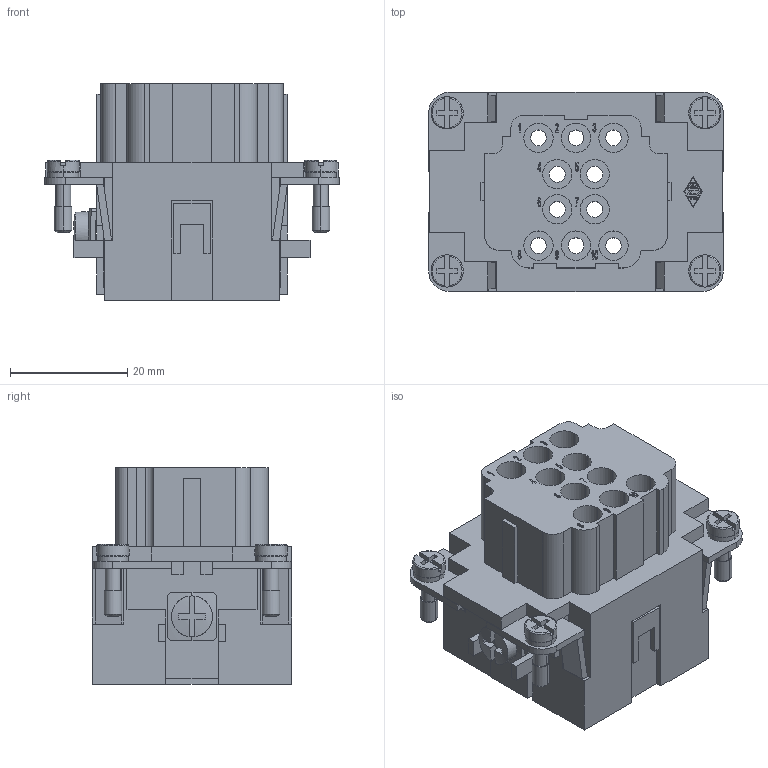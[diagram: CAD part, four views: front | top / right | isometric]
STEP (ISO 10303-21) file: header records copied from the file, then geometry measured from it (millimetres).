
FILE_DESCRIPTION((''),'2;1');
FILE_NAME('CQEF 10.stp','2006-11-28T16:44:32',('gembarski'),(''),'Autodesk Inventor 7','Autodesk Inventor 7','');
FILE_SCHEMA(('AUTOMOTIVE_DESIGN { 1 0 10303 214 1 1 1 1 }'));
Length unit declared in the file: millimetre
Products named in the file (1): CQEF 10
Bounding box: 50.3 x 34 x 37 mm (x, y, z)
Volume: 29760.9 mm3; surface area: 16646 mm2
Topology: 2 solids, 2 shells, 860 faces, 2310 edges, 1531 vertices
Faces by surface type: bspline 419, plane 356, cylinder 69, torus 8, sphere 4, cone 4
Entity records: 29233 total; most frequent: CARTESIAN_POINT 9277, ORIENTED_EDGE 4624, DIRECTION 3197, EDGE_CURVE 2312, VECTOR 1535, LINE 1535, VERTEX_POINT 1531, EDGE_LOOP 981
